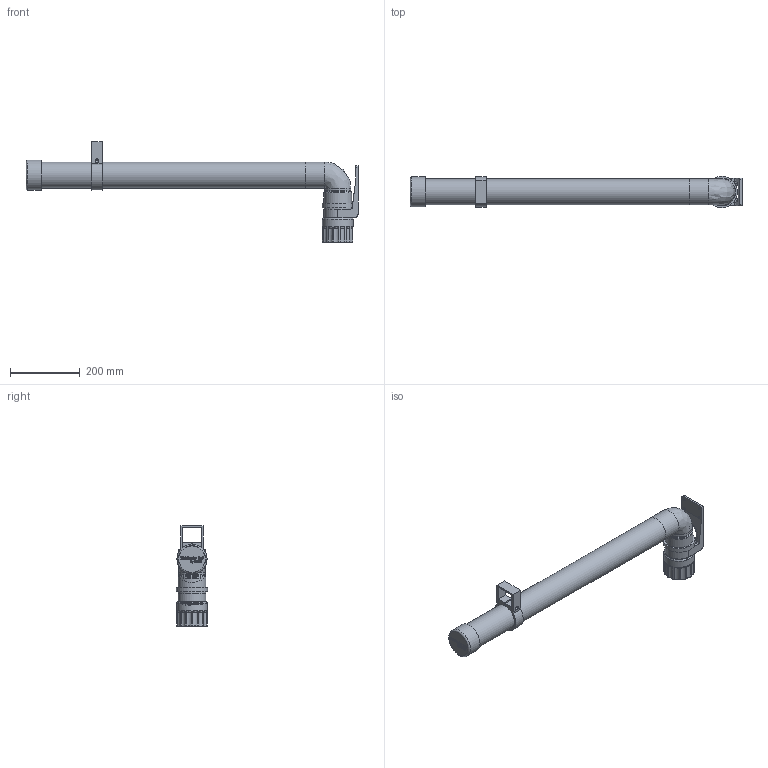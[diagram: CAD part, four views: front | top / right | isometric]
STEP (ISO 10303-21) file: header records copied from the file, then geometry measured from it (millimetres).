
FILE_DESCRIPTION(/* description */ (''),/* implementation_level */ '2;1');
FILE_NAME(/* name */ 'FishFeeder Tube straight v10.step',/* time_stamp */ '2022-08-09T18:53:00+02:00',/* author */ (''),/* organization */ (''),/* preprocessor_version */ 'ST-DEVELOPER v19',/* originating_system */ 'Autodesk Translation Framework v11.7.0.108',/* authorisation */ '');
FILE_SCHEMA (('AUTOMOTIVE_DESIGN { 1 0 10303 214 3 1 1 }'));
Length unit declared in the file: millimetre
Products named in the file (1): FishFeeder Tube straight
Bounding box: 954.63 x 90 x 288 mm (x, y, z)
Volume: 1330095.1 mm3; surface area: 682734.1 mm2
Topology: 11 solids, 11 shells, 1245 faces, 3510 edges, 2337 vertices
Faces by surface type: plane 471, bspline 463, cylinder 220, cone 72, torus 17, sphere 2
Full cylindrical faces by diameter (mm): 0.847 x4, 1.25 x16, 1.6 x4, 2 x1, 2.2 x1, 2.5 x1, 2.54 x1, 3 x7, 3.8 x4, 4 x5, 4.85 x1, 5.5 x1, 5.85 x1, 6 x4, 7 x1, 8 x1, 9 x2, 10 x7, 10.2 x1, 11.15 x1, 12.83 x1, 35.2 x1, 48 x1, 70 x3, 74 x2, 75 x4, 75.126 x1, 76.57 x2, 78 x1, 79.64 x2
Entity records: 51820 total; most frequent: CARTESIAN_POINT 22445, ORIENTED_EDGE 7014, DIRECTION 4508, EDGE_CURVE 3507, VERTEX_POINT 2337, LINE 1714, VECTOR 1714, AXIS2_PLACEMENT_3D 1397
